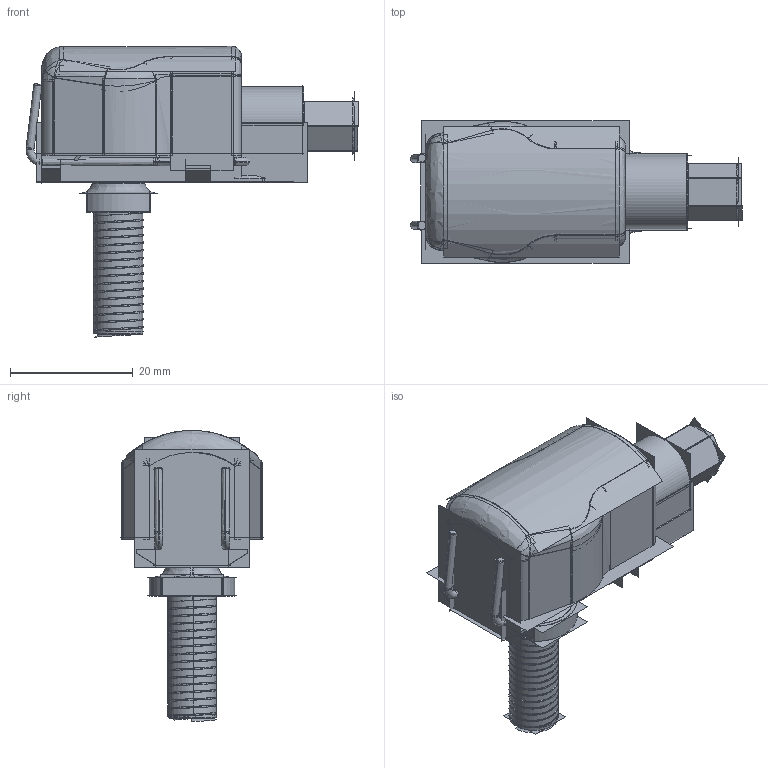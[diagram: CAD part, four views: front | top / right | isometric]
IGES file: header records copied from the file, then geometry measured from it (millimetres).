
Start section:  PTC IGES file: adjustable_terminal_asm.igs
Global section: file name: adjustable_terminal_asm.igs; native system: Creo Parametric by Parametric Technology Corporation; preprocessor: 2012130; author: rakesh; organization: Unknown; date: 20130418.160555; units: millimetre
Bounding box: 54.14 x 23.23 x 47.51 mm (x, y, z)
Volume: 13901.9 mm3; surface area: 61819.9 mm2
Topology: 5 solids, 6 shells, 448 faces, 2190 edges, 2729 vertices
Faces by surface type: bspline 252, revolution 196
